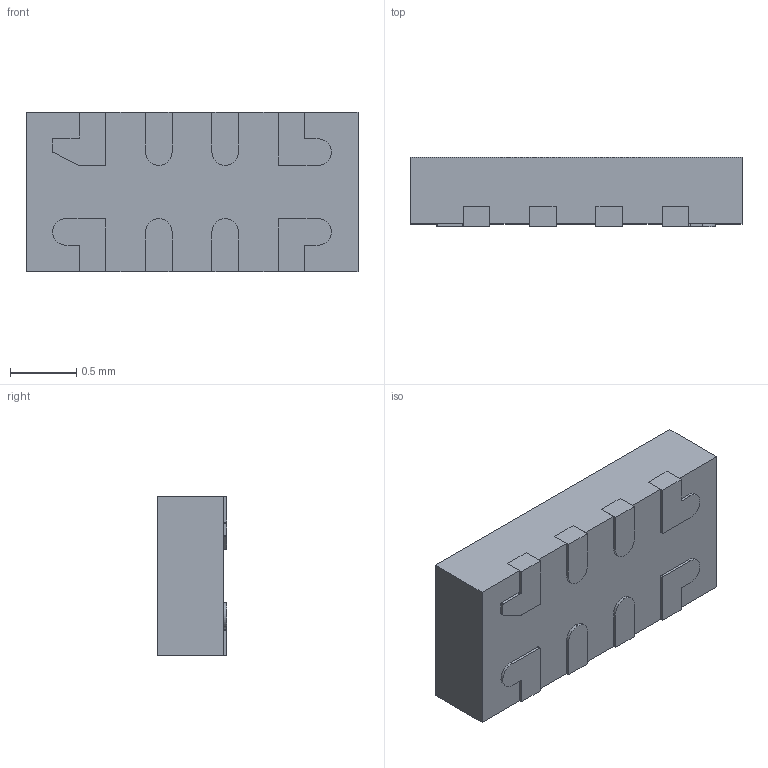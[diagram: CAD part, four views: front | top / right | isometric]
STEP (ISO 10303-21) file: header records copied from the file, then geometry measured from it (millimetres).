
FILE_DESCRIPTION (( 'STEP AP214' ), '1' );
FILE_NAME ('ECMF02-4CMX8.STEP', '2021-10-28T13:31:14', ( '' ), ( '' ), 'SwSTEP 2.0', 'SolidWorks 2018', '' );
FILE_SCHEMA (( 'AUTOMOTIVE_DESIGN' ));
Length unit declared in the file: millimetre
Products named in the file (2): ECMF02-4CMX8
Bounding box: 2.5 x 0.52 x 1.2 mm (x, y, z)
Volume: 1.5 mm3; surface area: 13.7 mm2
Topology: 9 solids, 9 shells, 130 faces, 336 edges, 224 vertices
Faces by surface type: plane 90, cylinder 40
Entity records: 4917 total; most frequent: CARTESIAN_POINT 692, DIRECTION 680, ORIENTED_EDGE 672, EDGE_CURVE 336, VECTOR 256, LINE 256, VERTEX_POINT 224, AXIS2_PLACEMENT_3D 212
